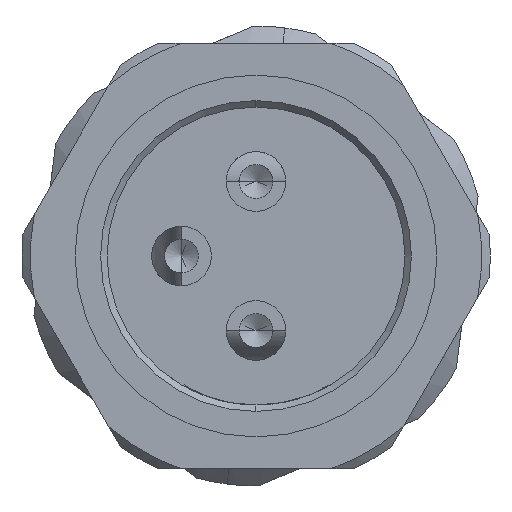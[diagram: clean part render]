
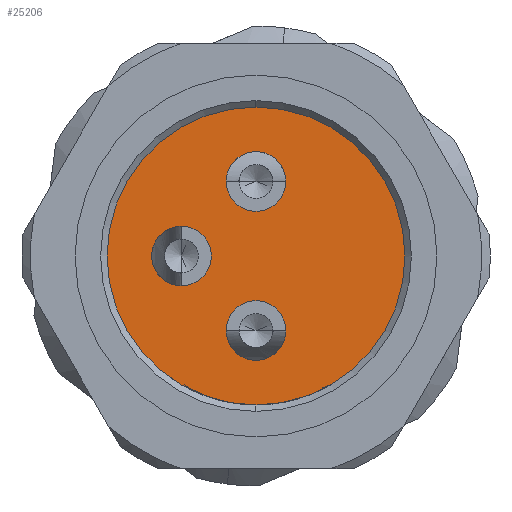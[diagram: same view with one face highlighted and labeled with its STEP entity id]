
A CAD part, left-side view. The second image highlights one B-rep face of the part: STEP entity #25206.
In plain terms, the highlighted planar face has unit normal (-1, 0, 0).
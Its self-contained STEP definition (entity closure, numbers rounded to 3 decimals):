
#169 = FACE_BOUND ( 'NONE', #17205, .T. ) ;
#290 = EDGE_CURVE ( 'NONE', #24668, #10017, #11667, .T. ) ;
#690 = CARTESIAN_POINT ( 'NONE',  ( -11.3, 1.75, 0. ) ) ;
#916 = CIRCLE ( 'NONE', #17038, 3.5 ) ;
#1040 = DIRECTION ( 'NONE',  ( 0., 0., 1. ) ) ;
#1277 = EDGE_CURVE ( 'NONE', #27743, #9390, #916, .T. ) ;
#1781 = DIRECTION ( 'NONE',  ( 0., 0., 1. ) ) ;
#1957 = CIRCLE ( 'NONE', #11092, 0.7 ) ;
#2741 = EDGE_LOOP ( 'NONE', ( #19731, #20299 ) ) ;
#3130 = EDGE_CURVE ( 'NONE', #8166, #20892, #15447, .T. ) ;
#4179 = AXIS2_PLACEMENT_3D ( 'NONE', #18720, #13484, #10951 ) ;
#4726 = CARTESIAN_POINT ( 'NONE',  ( -11.3, 1.75, 0.7 ) ) ;
#5429 = DIRECTION ( 'NONE',  ( 0., 0., 1. ) ) ;
#5750 = CIRCLE ( 'NONE', #24572, 0.7 ) ;
#6016 = ORIENTED_EDGE ( 'NONE', *, *, #21441, .F. ) ;
#7918 = DIRECTION ( 'NONE',  ( 1., 0., 0. ) ) ;
#8081 = DIRECTION ( 'NONE',  ( 0., 0., 1. ) ) ;
#8166 = VERTEX_POINT ( 'NONE', #10230 ) ;
#9390 = VERTEX_POINT ( 'NONE', #19161 ) ;
#9627 = CIRCLE ( 'NONE', #12874, 0.7 ) ;
#10017 = VERTEX_POINT ( 'NONE', #18467 ) ;
#10098 = FACE_BOUND ( 'NONE', #16122, .T. ) ;
#10230 = CARTESIAN_POINT ( 'NONE',  ( -11.3, 0., -1.05 ) ) ;
#10431 = FACE_OUTER_BOUND ( 'NONE', #16499, .T. ) ;
#10951 = DIRECTION ( 'NONE',  ( 0., 0., 1. ) ) ;
#10991 = DIRECTION ( 'NONE',  ( -1., 0., 0. ) ) ;
#11092 = AXIS2_PLACEMENT_3D ( 'NONE', #12994, #28505, #5429 ) ;
#11275 = DIRECTION ( 'NONE',  ( -1., 0., 0. ) ) ;
#11667 = CIRCLE ( 'NONE', #29431, 0.7 ) ;
#12132 = VERTEX_POINT ( 'NONE', #30625 ) ;
#12619 = CARTESIAN_POINT ( 'NONE',  ( -11.3, 3.5, 0. ) ) ;
#12874 = AXIS2_PLACEMENT_3D ( 'NONE', #21393, #11275, #13640 ) ;
#12876 = EDGE_CURVE ( 'NONE', #10017, #24668, #9627, .T. ) ;
#12960 = DIRECTION ( 'NONE',  ( -1., 0., 0. ) ) ;
#12994 = CARTESIAN_POINT ( 'NONE',  ( -11.3, 0., -1.75 ) ) ;
#13484 = DIRECTION ( 'NONE',  ( -1., 0., 0. ) ) ;
#13640 = DIRECTION ( 'NONE',  ( 0., 0., 1. ) ) ;
#13807 = DIRECTION ( 'NONE',  ( 0., 0., 1. ) ) ;
#14241 = DIRECTION ( 'NONE',  ( -1., 0., 0. ) ) ;
#14503 = ORIENTED_EDGE ( 'NONE', *, *, #17832, .T. ) ;
#15447 = CIRCLE ( 'NONE', #4179, 0.7 ) ;
#16122 = EDGE_LOOP ( 'NONE', ( #6016, #28121 ) ) ;
#16499 = EDGE_LOOP ( 'NONE', ( #14503, #28599 ) ) ;
#17038 = AXIS2_PLACEMENT_3D ( 'NONE', #28798, #12960, #8081 ) ;
#17205 = EDGE_LOOP ( 'NONE', ( #17870, #31982 ) ) ;
#17832 = EDGE_CURVE ( 'NONE', #9390, #27743, #23719, .T. ) ;
#17870 = ORIENTED_EDGE ( 'NONE', *, *, #3130, .F. ) ;
#18210 = FACE_BOUND ( 'NONE', #2741, .T. ) ;
#18308 = CARTESIAN_POINT ( 'NONE',  ( -11.3, 0., -3.5 ) ) ;
#18467 = CARTESIAN_POINT ( 'NONE',  ( -11.3, 0., 2.45 ) ) ;
#18720 = CARTESIAN_POINT ( 'NONE',  ( -11.3, 0., -1.75 ) ) ;
#19161 = CARTESIAN_POINT ( 'NONE',  ( -11.3, 0., 3.5 ) ) ;
#19731 = ORIENTED_EDGE ( 'NONE', *, *, #12876, .F. ) ;
#19807 = CARTESIAN_POINT ( 'NONE',  ( -11.3, 0., 1.75 ) ) ;
#20299 = ORIENTED_EDGE ( 'NONE', *, *, #290, .F. ) ;
#20734 = AXIS2_PLACEMENT_3D ( 'NONE', #12619, #7918, #28477 ) ;
#20892 = VERTEX_POINT ( 'NONE', #27563 ) ;
#21227 = DIRECTION ( 'NONE',  ( -1., 0., 0. ) ) ;
#21393 = CARTESIAN_POINT ( 'NONE',  ( -11.3, 0., 1.75 ) ) ;
#21441 = EDGE_CURVE ( 'NONE', #25281, #12132, #5750, .T. ) ;
#23719 = CIRCLE ( 'NONE', #31241, 3.5 ) ;
#23814 = CARTESIAN_POINT ( 'NONE',  ( -11.3, 0., 0. ) ) ;
#24015 = AXIS2_PLACEMENT_3D ( 'NONE', #26480, #26639, #1040 ) ;
#24572 = AXIS2_PLACEMENT_3D ( 'NONE', #690, #21227, #13807 ) ;
#24668 = VERTEX_POINT ( 'NONE', #31256 ) ;
#25206 = ADVANCED_FACE ( 'NONE', ( #18210, #169, #10098, #10431 ), #33015, .F. ) ;
#25281 = VERTEX_POINT ( 'NONE', #4726 ) ;
#26480 = CARTESIAN_POINT ( 'NONE',  ( -11.3, 1.75, 0. ) ) ;
#26639 = DIRECTION ( 'NONE',  ( -1., 0., 0. ) ) ;
#26661 = DIRECTION ( 'NONE',  ( 0., 0., 1. ) ) ;
#27563 = CARTESIAN_POINT ( 'NONE',  ( -11.3, 0., -2.45 ) ) ;
#27743 = VERTEX_POINT ( 'NONE', #18308 ) ;
#28121 = ORIENTED_EDGE ( 'NONE', *, *, #29695, .F. ) ;
#28477 = DIRECTION ( 'NONE',  ( 0., 0., -1. ) ) ;
#28505 = DIRECTION ( 'NONE',  ( -1., 0., 0. ) ) ;
#28599 = ORIENTED_EDGE ( 'NONE', *, *, #1277, .T. ) ;
#28650 = EDGE_CURVE ( 'NONE', #20892, #8166, #1957, .T. ) ;
#28798 = CARTESIAN_POINT ( 'NONE',  ( -11.3, 0., 0. ) ) ;
#29431 = AXIS2_PLACEMENT_3D ( 'NONE', #19807, #14241, #1781 ) ;
#29695 = EDGE_CURVE ( 'NONE', #12132, #25281, #30461, .T. ) ;
#30461 = CIRCLE ( 'NONE', #24015, 0.7 ) ;
#30625 = CARTESIAN_POINT ( 'NONE',  ( -11.3, 1.75, -0.7 ) ) ;
#31241 = AXIS2_PLACEMENT_3D ( 'NONE', #23814, #10991, #26661 ) ;
#31256 = CARTESIAN_POINT ( 'NONE',  ( -11.3, 0., 1.05 ) ) ;
#31982 = ORIENTED_EDGE ( 'NONE', *, *, #28650, .F. ) ;
#33015 = PLANE ( 'NONE',  #20734 ) ;
